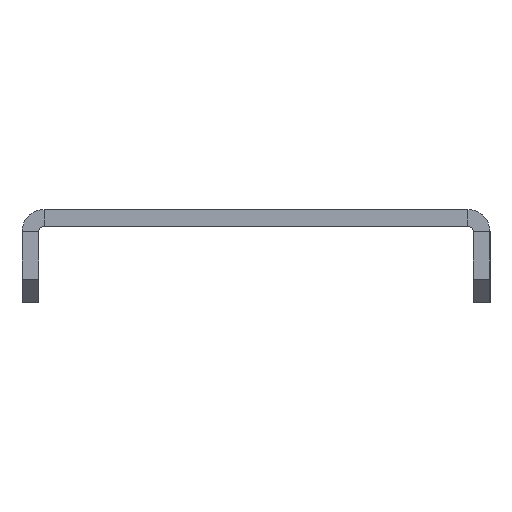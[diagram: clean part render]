
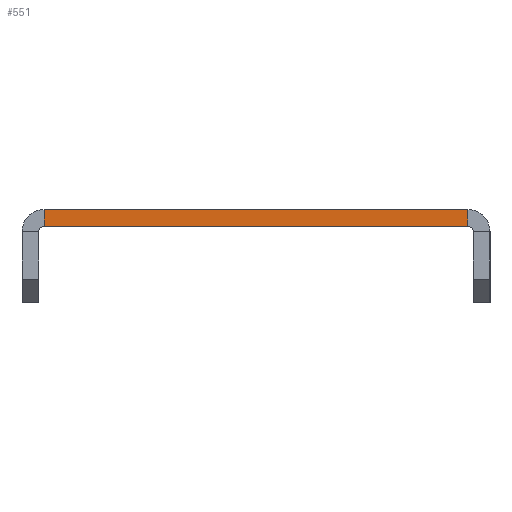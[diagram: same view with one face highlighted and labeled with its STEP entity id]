
A CAD part, left-side view. The second image highlights one B-rep face of the part: STEP entity #551.
In plain terms, the highlighted planar face has unit normal (-1, 0, 0).
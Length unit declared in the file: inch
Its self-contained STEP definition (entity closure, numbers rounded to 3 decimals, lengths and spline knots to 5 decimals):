
#378 = LINE ( 'NONE', #423, #1205 ) ;
#402 = DIRECTION ( 'NONE',  ( 0., 0., 1. ) ) ;
#406 = CARTESIAN_POINT ( 'NONE',  ( 0., 0.119, -0.09 ) ) ;
#419 = CARTESIAN_POINT ( 'NONE',  ( 0., 0., 0. ) ) ;
#421 = DIRECTION ( 'NONE',  ( 0., -1., 0. ) ) ;
#423 = CARTESIAN_POINT ( 'NONE',  ( 0., 0., -0.09 ) ) ;
#425 = DIRECTION ( 'NONE',  ( 0., -1., 0. ) ) ;
#446 = CARTESIAN_POINT ( 'NONE',  ( 0., 2.40069, 0. ) ) ;
#450 = DIRECTION ( 'NONE',  ( 0., 0., -1. ) ) ;
#551 = ADVANCED_FACE ( 'NONE', ( #1746 ), #1779, .T. ) ;
#585 = VERTEX_POINT ( 'NONE', #1647 ) ;
#743 = VECTOR ( 'NONE', #450, 39.37008 ) ;
#767 = LINE ( 'NONE', #406, #1485 ) ;
#777 = ORIENTED_EDGE ( 'NONE', *, *, #1690, .F. ) ;
#875 = CARTESIAN_POINT ( 'NONE',  ( 0., 2.40069, 0. ) ) ;
#999 = VERTEX_POINT ( 'NONE', #1178 ) ;
#1050 = EDGE_LOOP ( 'NONE', ( #777, #1527, #1540, #1945 ) ) ;
#1061 = VERTEX_POINT ( 'NONE', #1157 ) ;
#1157 = CARTESIAN_POINT ( 'NONE',  ( 0., 2.40069, -0.09 ) ) ;
#1178 = CARTESIAN_POINT ( 'NONE',  ( 0., 0.119, 0. ) ) ;
#1205 = VECTOR ( 'NONE', #421, 39.37008 ) ;
#1275 = AXIS2_PLACEMENT_3D ( 'NONE', #1784, #1793, #1776 ) ;
#1433 = LINE ( 'NONE', #446, #743 ) ;
#1464 = VERTEX_POINT ( 'NONE', #875 ) ;
#1485 = VECTOR ( 'NONE', #402, 39.37008 ) ;
#1527 = ORIENTED_EDGE ( 'NONE', *, *, #1680, .T. ) ;
#1540 = ORIENTED_EDGE ( 'NONE', *, *, #1696, .T. ) ;
#1647 = CARTESIAN_POINT ( 'NONE',  ( 0., 0.119, -0.09 ) ) ;
#1680 = EDGE_CURVE ( 'NONE', #1464, #1061, #1433, .T. ) ;
#1690 = EDGE_CURVE ( 'NONE', #1464, #999, #2179, .T. ) ;
#1696 = EDGE_CURVE ( 'NONE', #1061, #585, #378, .T. ) ;
#1699 = EDGE_CURVE ( 'NONE', #585, #999, #767, .T. ) ;
#1746 = FACE_OUTER_BOUND ( 'NONE', #1050, .T. ) ;
#1776 = DIRECTION ( 'NONE',  ( 0., 0., 1. ) ) ;
#1779 = PLANE ( 'NONE',  #1275 ) ;
#1784 = CARTESIAN_POINT ( 'NONE',  ( 0., 2.42969, -0.119 ) ) ;
#1793 = DIRECTION ( 'NONE',  ( -1., 0., 0. ) ) ;
#1945 = ORIENTED_EDGE ( 'NONE', *, *, #1699, .T. ) ;
#2089 = VECTOR ( 'NONE', #425, 39.37008 ) ;
#2179 = LINE ( 'NONE', #419, #2089 ) ;
